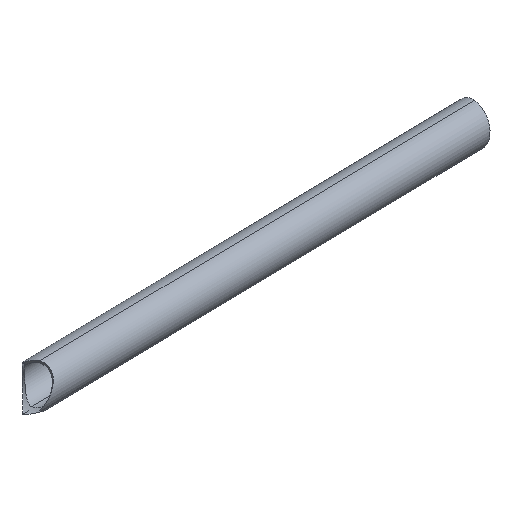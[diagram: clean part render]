
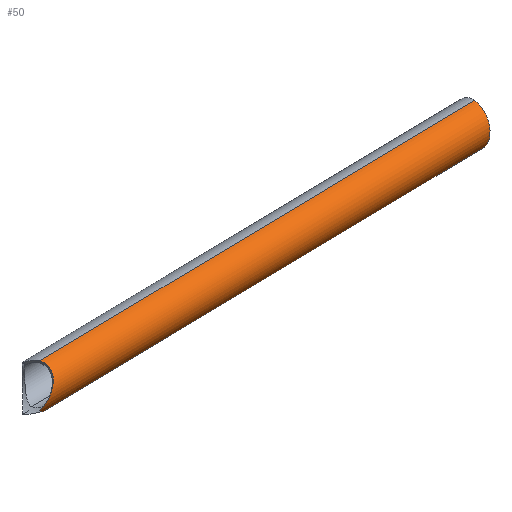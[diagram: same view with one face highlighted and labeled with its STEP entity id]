
A CAD part, isometric view. The second image highlights one B-rep face of the part: STEP entity #50.
In plain terms, the highlighted cylindrical face has radius 12.5 mm (diameter 25 mm), a partial arc.
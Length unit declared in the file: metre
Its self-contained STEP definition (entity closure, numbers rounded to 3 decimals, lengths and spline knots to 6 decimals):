
#50=ADVANCED_FACE('0:27',(#95),#96,.T.);
#95=FACE_OUTER_BOUND('',#131,.T.);
#96=CYLINDRICAL_SURFACE('',#132,0.0125);
#131=EDGE_LOOP('',(#214,#215,#216,#217,#218,#219,#220,#221));
#132=AXIS2_PLACEMENT_3D('',#222,#223,#224);
#214=ORIENTED_EDGE('',*,*,#227,.T.);
#215=ORIENTED_EDGE('',*,*,#242,.T.);
#216=ORIENTED_EDGE('',*,*,#259,.T.);
#217=ORIENTED_EDGE('',*,*,#258,.T.);
#218=ORIENTED_EDGE('',*,*,#248,.T.);
#219=ORIENTED_EDGE('',*,*,#229,.T.);
#220=ORIENTED_EDGE('',*,*,#253,.T.);
#221=ORIENTED_EDGE('',*,*,#252,.F.);
#222=CARTESIAN_POINT('',(498.044774,-0.237,9.488766));
#223=DIRECTION('',(1.,0.,0.019));
#224=DIRECTION('',(-0.019,0.,1.));
#227=EDGE_CURVE('',#264,#265,#266,.T.);
#229=EDGE_CURVE('',#269,#267,#270,.T.);
#242=EDGE_CURVE('',#265,#290,#293,.T.);
#248=EDGE_CURVE('0:148',#299,#269,#300,.T.);
#252=EDGE_CURVE('0:69',#264,#305,#306,.T.);
#253=EDGE_CURVE('',#267,#305,#307,.T.);
#258=EDGE_CURVE('0:151',#313,#299,#314,.T.);
#259=EDGE_CURVE('',#290,#313,#315,.T.);
#264=VERTEX_POINT('',#320);
#265=VERTEX_POINT('',#321);
#266=LINE('',#322,#323);
#267=VERTEX_POINT('',#324);
#269=VERTEX_POINT('',#326);
#270=LINE('',#327,#328);
#290=VERTEX_POINT('',#494);
#293=ELLIPSE('',#498,0.017836,0.0125);
#299=VERTEX_POINT('',#553);
#300=ELLIPSE('',#554,0.017678,0.0125);
#305=VERTEX_POINT('',#607);
#306=ELLIPSE('',#608,0.01263,0.0125);
#307=ELLIPSE('',#609,0.01263,0.0125);
#313=VERTEX_POINT('',#663);
#314=ELLIPSE('',#664,0.017523,0.0125);
#315=ELLIPSE('',#665,0.017836,0.0125);
#320=CARTESIAN_POINT('',(-1.863769,-0.237,0.003006));
#321=CARTESIAN_POINT('',(-2.153367,-0.237,-0.002497));
#322=CARTESIAN_POINT('',(-2.014384,-0.237,0.000144));
#323=VECTOR('',#669,1.0);
#324=CARTESIAN_POINT('',(-1.866231,-0.237,-0.022046));
#326=CARTESIAN_POINT('',(-2.164763,-0.237,-0.027718));
#327=CARTESIAN_POINT('',(-2.013909,-0.237,-0.024852));
#328=VECTOR('',#673,1.0);
#494=CARTESIAN_POINT('',(-2.1525,-0.241575,-0.003348));
#498=AXIS2_PLACEMENT_3D('',#689,#690,#691);
#553=CARTESIAN_POINT('',(-2.157794,-0.24401,-0.025434));
#554=AXIS2_PLACEMENT_3D('',#696,#697,#698);
#607=CARTESIAN_POINT('',(-1.866502,-0.248125,-0.015249));
#608=AXIS2_PLACEMENT_3D('',#702,#703,#704);
#609=AXIS2_PLACEMENT_3D('',#705,#706,#707);
#663=CARTESIAN_POINT('',(-2.164915,-0.248664,-0.019715));
#664=AXIS2_PLACEMENT_3D('',#714,#715,#716);
#665=AXIS2_PLACEMENT_3D('',#717,#718,#719);
#669=DIRECTION('',(-1.,-0.0,-0.019));
#673=DIRECTION('',(1.,0.0,0.019));
#689=CARTESIAN_POINT('',(-2.165,-0.237,-0.01522));
#690=DIRECTION('',(0.713,0.257,-0.652));
#691=DIRECTION('',(0.701,-0.252,0.667));
#696=CARTESIAN_POINT('',(-2.165,-0.237,-0.01522));
#697=DIRECTION('',(0.707,0.707,0.013));
#698=DIRECTION('',(0.707,-0.707,0.013));
#702=CARTESIAN_POINT('',(-1.865,-0.237,-0.00952));
#703=DIRECTION('',(0.992,-0.084,-0.097));
#704=DIRECTION('',(0.128,0.578,0.806));
#705=CARTESIAN_POINT('',(-1.865,-0.237,-0.00952));
#706=DIRECTION('',(-0.992,0.084,0.097));
#707=DIRECTION('',(0.128,0.578,0.806));
#714=CARTESIAN_POINT('',(-2.165,-0.237,-0.01522));
#715=DIRECTION('',(0.701,-0.252,0.667));
#716=DIRECTION('',(-0.713,-0.257,0.652));
#717=CARTESIAN_POINT('',(-2.165,-0.237,-0.01522));
#718=DIRECTION('',(0.713,0.257,-0.652));
#719=DIRECTION('',(0.701,-0.252,0.667));
